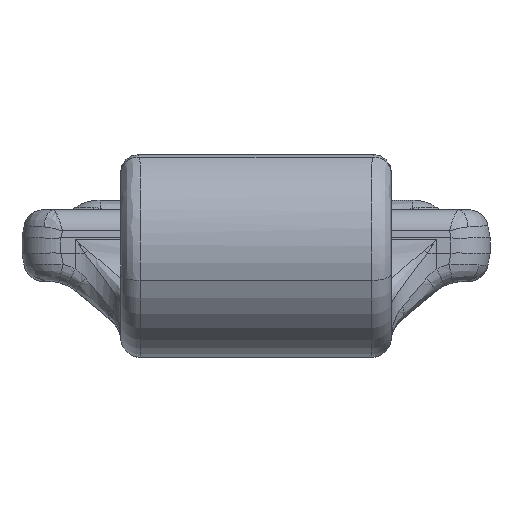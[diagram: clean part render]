
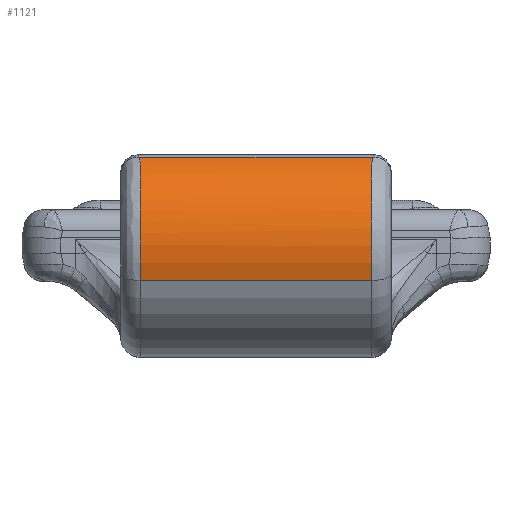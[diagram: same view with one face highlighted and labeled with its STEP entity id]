
A CAD part, left-side view. The second image highlights one B-rep face of the part: STEP entity #1121.
In plain terms, the highlighted cylindrical face has radius 8 mm (diameter 16 mm), a partial arc.
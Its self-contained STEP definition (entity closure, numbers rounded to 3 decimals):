
#839=(
BOUNDED_CURVE()
B_SPLINE_CURVE(3,(#17066,#17067,#17068,#17069,#17070,#17071,#17072,#17073,
#17074,#17075,#17076,#17077,#17078,#17079,#17080,#17081,#17082,#17083),
 .UNSPECIFIED.,.F.,.F.)
B_SPLINE_CURVE_WITH_KNOTS((4,2,2,2,2,2,2,2,4),(0.,0.25,0.5,0.75,0.875,0.891,
0.906,0.937,1.),.UNSPECIFIED.)
CURVE()
GEOMETRIC_REPRESENTATION_ITEM()
RATIONAL_B_SPLINE_CURVE((1.,1.,1.,1.,1.,1.,1.,1.,1.,1.,1.,1.,1.,1.,1.,1.,
1.,1.))
REPRESENTATION_ITEM('')
);
#868=CYLINDRICAL_SURFACE('',#12224,8.);
#1121=ADVANCED_FACE('',(#2129),#868,.T.);
#2129=FACE_OUTER_BOUND('',#2883,.T.);
#2883=EDGE_LOOP('',(#5557,#5558,#5559,#5560));
#3824=LINE('',#17039,#4672);
#3825=LINE('',#17064,#4673);
#4672=VECTOR('',#13549,1.);
#4673=VECTOR('',#13554,1.);
#5557=ORIENTED_EDGE('',*,*,#10191,.F.);
#5558=ORIENTED_EDGE('',*,*,#10193,.T.);
#5559=ORIENTED_EDGE('',*,*,#10194,.T.);
#5560=ORIENTED_EDGE('',*,*,#10195,.F.);
#9129=VERTEX_POINT('',#17038);
#9130=VERTEX_POINT('',#17040);
#9131=VERTEX_POINT('',#17063);
#9132=VERTEX_POINT('',#17065);
#10191=EDGE_CURVE('',#9129,#9130,#3824,.T.);
#10193=EDGE_CURVE('',#9129,#9131,#11931,.T.);
#10194=EDGE_CURVE('',#9131,#9132,#3825,.T.);
#10195=EDGE_CURVE('',#9130,#9132,#839,.T.);
#11931=B_SPLINE_CURVE_WITH_KNOTS('',3,(#17043,#17044,#17045,#17046,#17047,
#17048,#17049,#17050,#17051,#17052,#17053,#17054,#17055,#17056,#17057,#17058,
#17059,#17060,#17061,#17062),.UNSPECIFIED.,.F.,.F.,(4,2,2,2,2,2,2,2,2,4),
(0.,0.5,0.75,0.875,0.906,
0.922,0.938,0.953,0.969,
1.),.UNSPECIFIED.);
#12224=AXIS2_PLACEMENT_3D('',#17084,#13555,#13556);
#13549=DIRECTION('',(0.,1.,0.));
#13554=DIRECTION('',(0.,1.,0.));
#13555=DIRECTION('',(0.,1.,0.));
#13556=DIRECTION('',(0.,0.,1.));
#17038=CARTESIAN_POINT('',(-56.532,-8.893,-2.678));
#17039=CARTESIAN_POINT('',(-56.532,-10.4,-2.678));
#17040=CARTESIAN_POINT('',(-56.532,8.893,-2.678));
#17043=CARTESIAN_POINT('',(-56.532,-8.893,-2.678));
#17044=CARTESIAN_POINT('',(-57.105,-8.893,-0.926));
#17045=CARTESIAN_POINT('',(-57.048,-8.893,1.025));
#17046=CARTESIAN_POINT('',(-56.036,-8.893,3.597));
#17047=CARTESIAN_POINT('',(-55.549,-8.893,4.396));
#17048=CARTESIAN_POINT('',(-54.637,-8.893,5.435));
#17049=CARTESIAN_POINT('',(-54.303,-8.893,5.755));
#17050=CARTESIAN_POINT('',(-53.854,-8.893,6.116));
#17051=CARTESIAN_POINT('',(-53.746,-8.89,6.199));
#17052=CARTESIAN_POINT('',(-53.633,-8.896,6.282));
#17053=CARTESIAN_POINT('',(-53.59,-8.899,6.313));
#17054=CARTESIAN_POINT('',(-53.496,-8.911,6.379));
#17055=CARTESIAN_POINT('',(-53.409,-8.925,6.439));
#17056=CARTESIAN_POINT('',(-53.366,-8.933,6.467));
#17057=CARTESIAN_POINT('',(-53.303,-8.945,6.509));
#17058=CARTESIAN_POINT('',(-53.183,-8.967,6.586));
#17059=CARTESIAN_POINT('',(-53.153,-8.973,6.605));
#17060=CARTESIAN_POINT('',(-52.983,-8.999,6.708));
#17061=CARTESIAN_POINT('',(-52.883,-9.008,6.766));
#17062=CARTESIAN_POINT('',(-52.798,-9.008,6.813));
#17063=CARTESIAN_POINT('',(-52.798,-9.008,6.813));
#17064=CARTESIAN_POINT('',(-52.798,-10.4,6.813));
#17065=CARTESIAN_POINT('',(-52.798,9.008,6.813));
#17066=CARTESIAN_POINT('',(-56.532,8.893,-2.678));
#17067=CARTESIAN_POINT('',(-56.819,8.893,-1.802));
#17068=CARTESIAN_POINT('',(-56.953,8.893,-0.877));
#17069=CARTESIAN_POINT('',(-56.899,8.893,0.966));
#17070=CARTESIAN_POINT('',(-56.711,8.893,1.882));
#17071=CARTESIAN_POINT('',(-56.036,8.893,3.597));
#17072=CARTESIAN_POINT('',(-55.549,8.893,4.396));
#17073=CARTESIAN_POINT('',(-54.637,8.893,5.435));
#17074=CARTESIAN_POINT('',(-54.303,8.893,5.755));
#17075=CARTESIAN_POINT('',(-53.899,8.893,6.08));
#17076=CARTESIAN_POINT('',(-53.854,8.893,6.115));
#17077=CARTESIAN_POINT('',(-53.763,8.893,6.185));
#17078=CARTESIAN_POINT('',(-53.717,8.892,6.22));
#17079=CARTESIAN_POINT('',(-53.578,8.898,6.322));
#17080=CARTESIAN_POINT('',(-53.483,8.912,6.389));
#17081=CARTESIAN_POINT('',(-53.196,8.963,6.581));
#17082=CARTESIAN_POINT('',(-53.,9.008,6.702));
#17083=CARTESIAN_POINT('',(-52.798,9.008,6.813));
#17084=CARTESIAN_POINT('',(-48.929,-10.4,-0.189));
